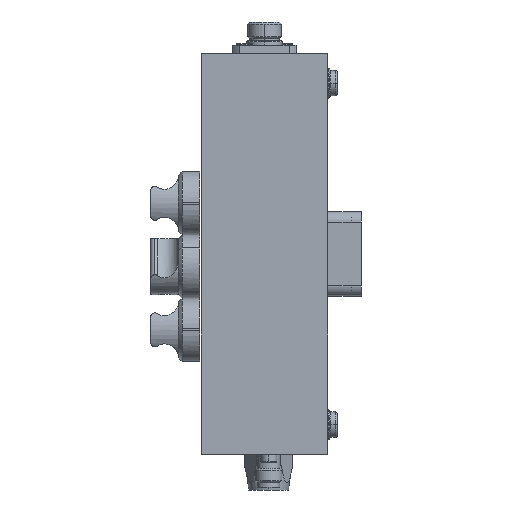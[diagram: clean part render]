
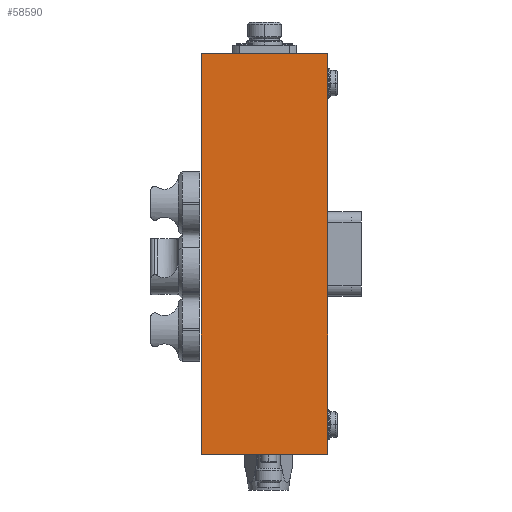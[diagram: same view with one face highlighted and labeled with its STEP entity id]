
A CAD part, left-side view. The second image highlights one B-rep face of the part: STEP entity #58590.
In plain terms, the highlighted planar face has unit normal (-1, 0, 0).
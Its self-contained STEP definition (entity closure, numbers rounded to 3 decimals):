
#216 = DIRECTION ( 'NONE',  ( 0., 0., 1. ) ) ;
#1079 = CARTESIAN_POINT ( 'NONE',  ( 0.014, 32.223, 24.617 ) ) ;
#5339 = DIRECTION ( 'NONE',  ( 0., -1., 0. ) ) ;
#6228 = VECTOR ( 'NONE', #26149, 1000. ) ;
#7142 = VECTOR ( 'NONE', #62711, 1000. ) ;
#9301 = VECTOR ( 'NONE', #5339, 1000. ) ;
#10040 = EDGE_CURVE ( 'NONE', #74651, #25949, #40884, .T. ) ;
#15583 = CARTESIAN_POINT ( 'NONE',  ( 0.014, 32.223, 119.617 ) ) ;
#18505 = EDGE_CURVE ( 'NONE', #65370, #73721, #38846, .T. ) ;
#18651 = EDGE_CURVE ( 'NONE', #25949, #73721, #62779, .T. ) ;
#19580 = CARTESIAN_POINT ( 'NONE',  ( 0.014, 62.223, 24.617 ) ) ;
#20016 = CARTESIAN_POINT ( 'NONE',  ( 0.014, 62.223, 119.617 ) ) ;
#21624 = VECTOR ( 'NONE', #216, 1000. ) ;
#24509 = LINE ( 'NONE', #19580, #7142 ) ;
#25949 = VERTEX_POINT ( 'NONE', #20016 ) ;
#26149 = DIRECTION ( 'NONE',  ( 0., 0., 1. ) ) ;
#26726 = CARTESIAN_POINT ( 'NONE',  ( 0.014, 62.223, 24.617 ) ) ;
#27265 = EDGE_CURVE ( 'NONE', #74651, #65370, #24509, .T. ) ;
#28691 = EDGE_LOOP ( 'NONE', ( #76444, #63337, #44995, #36817 ) ) ;
#36817 = ORIENTED_EDGE ( 'NONE', *, *, #27265, .T. ) ;
#37511 = CARTESIAN_POINT ( 'NONE',  ( 0.014, 62.223, 119.617 ) ) ;
#37887 = DIRECTION ( 'NONE',  ( 1., 0., 0. ) ) ;
#38846 = LINE ( 'NONE', #1079, #21624 ) ;
#40879 = AXIS2_PLACEMENT_3D ( 'NONE', #75994, #37887, #82373 ) ;
#40884 = LINE ( 'NONE', #26726, #6228 ) ;
#44995 = ORIENTED_EDGE ( 'NONE', *, *, #10040, .F. ) ;
#56131 = PLANE ( 'NONE',  #40879 ) ;
#58590 = ADVANCED_FACE ( 'NONE', ( #69578 ), #56131, .F. ) ;
#60227 = CARTESIAN_POINT ( 'NONE',  ( 0.014, 62.223, 24.617 ) ) ;
#62711 = DIRECTION ( 'NONE',  ( 0., -1., 0. ) ) ;
#62779 = LINE ( 'NONE', #37511, #9301 ) ;
#63337 = ORIENTED_EDGE ( 'NONE', *, *, #18651, .F. ) ;
#65370 = VERTEX_POINT ( 'NONE', #68669 ) ;
#68669 = CARTESIAN_POINT ( 'NONE',  ( 0.014, 32.223, 24.617 ) ) ;
#69578 = FACE_OUTER_BOUND ( 'NONE', #28691, .T. ) ;
#73721 = VERTEX_POINT ( 'NONE', #15583 ) ;
#74651 = VERTEX_POINT ( 'NONE', #60227 ) ;
#75994 = CARTESIAN_POINT ( 'NONE',  ( 0.014, 62.223, 24.617 ) ) ;
#76444 = ORIENTED_EDGE ( 'NONE', *, *, #18505, .T. ) ;
#82373 = DIRECTION ( 'NONE',  ( 0., 0., -1. ) ) ;
